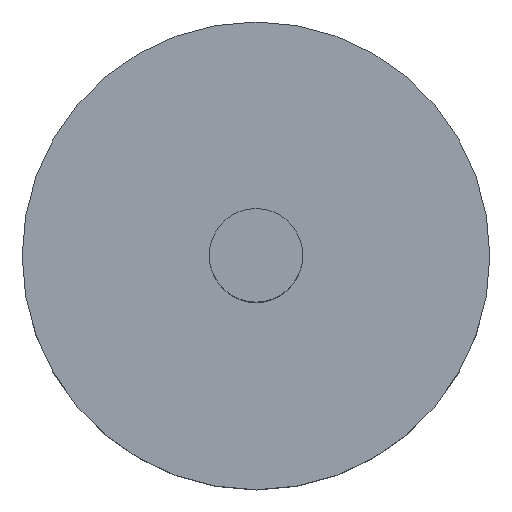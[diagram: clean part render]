
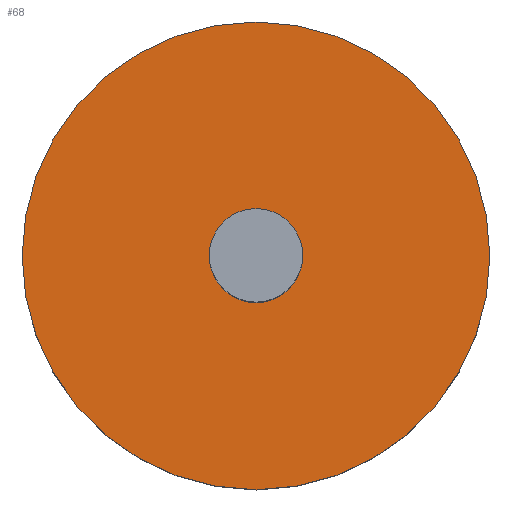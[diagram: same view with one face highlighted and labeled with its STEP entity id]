
A CAD part, top view. The second image highlights one B-rep face of the part: STEP entity #68.
In plain terms, the highlighted planar face has unit normal (0, 0, 1).
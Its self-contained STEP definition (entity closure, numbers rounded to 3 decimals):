
#14=FACE_BOUND('',#31,.T.);
#20=PLANE('',#97);
#25=FACE_OUTER_BOUND('',#30,.T.);
#30=EDGE_LOOP('',(#60));
#31=EDGE_LOOP('',(#61));
#37=CIRCLE('',#91,3.);
#38=CIRCLE('',#94,15.);
#41=VERTEX_POINT('',#124);
#42=VERTEX_POINT('',#129);
#46=EDGE_CURVE('',#41,#41,#37,.T.);
#47=EDGE_CURVE('',#42,#42,#38,.T.);
#60=ORIENTED_EDGE('',*,*,#47,.T.);
#61=ORIENTED_EDGE('',*,*,#46,.T.);
#68=ADVANCED_FACE('',(#25,#14),#20,.T.);
#91=AXIS2_PLACEMENT_3D('',#126,#105,#106);
#94=AXIS2_PLACEMENT_3D('',#130,#111,#112);
#97=AXIS2_PLACEMENT_3D('',#135,#118,#119);
#105=DIRECTION('center_axis',(0.,0.,-1.));
#106=DIRECTION('ref_axis',(-1.,0.,0.));
#111=DIRECTION('center_axis',(0.,0.,1.));
#112=DIRECTION('ref_axis',(-1.,0.,0.));
#118=DIRECTION('center_axis',(0.,0.,1.));
#119=DIRECTION('ref_axis',(1.,0.,0.));
#124=CARTESIAN_POINT('',(3.,0.,10.));
#126=CARTESIAN_POINT('Origin',(0.,0.,10.));
#129=CARTESIAN_POINT('',(15.,0.,10.));
#130=CARTESIAN_POINT('Origin',(0.,0.,10.));
#135=CARTESIAN_POINT('Origin',(0.,0.,
10.));
